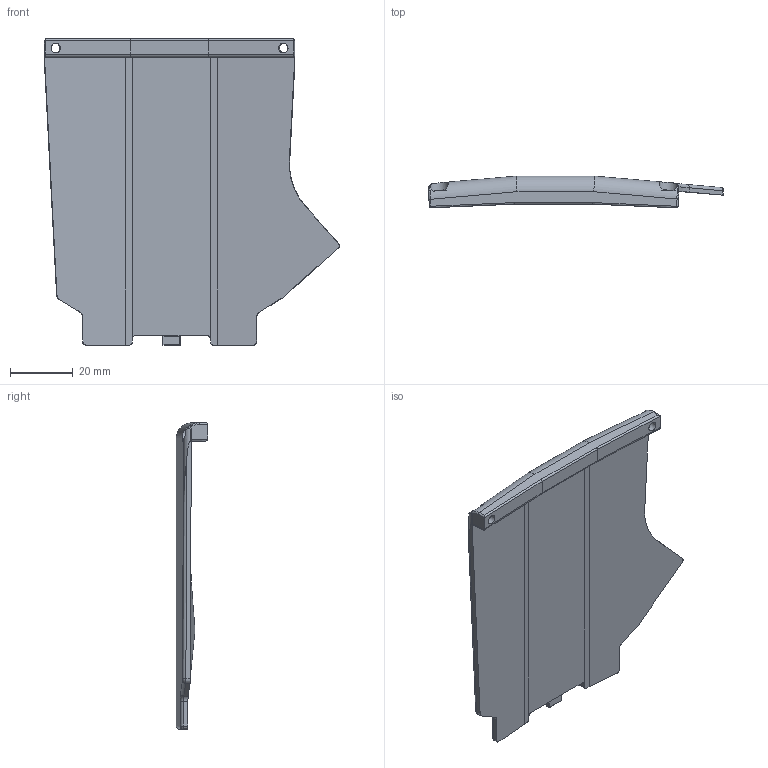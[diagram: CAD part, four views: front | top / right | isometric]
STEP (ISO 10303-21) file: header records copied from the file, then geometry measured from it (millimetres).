
FILE_DESCRIPTION(/* description */ ('Unknown'),/* implementation_level */ '2;1');
FILE_NAME(/* name */ 'Hand_Deckel_Konzept 2 (1)',/* time_stamp */ '2023-01-17T14:02:29+01:00',/* author */ ('Unknown'),/* organization */ ('Unknown'),/* preprocessor_version */ 'ST-DEVELOPER v18.102',/* originating_system */ 'Solid Edge',/* authorisation */ 'Unknown');
FILE_SCHEMA (('AUTOMOTIVE_DESIGN {1 0 10303 214 3 1 1}'));
Length unit declared in the file: millimetre
Products named in the file (1): Hand_Deckel_Konzept 2 (1)
Bounding box: 94.35 x 10.16 x 97.9 mm (x, y, z)
Volume: 20397.9 mm3; surface area: 16663 mm2
Topology: 1 solids, 1 shells, 119 faces, 308 edges, 179 vertices
Faces by surface type: cylinder 56, plane 38, torus 12, sphere 7, bspline 6
Full cylindrical faces by diameter (mm): 3 x2
Entity records: 3637 total; most frequent: CARTESIAN_POINT 752, DIRECTION 623, ORIENTED_EDGE 590, EDGE_CURVE 295, AXIS2_PLACEMENT_3D 236, VERTEX_POINT 177, LINE 151, VECTOR 151
